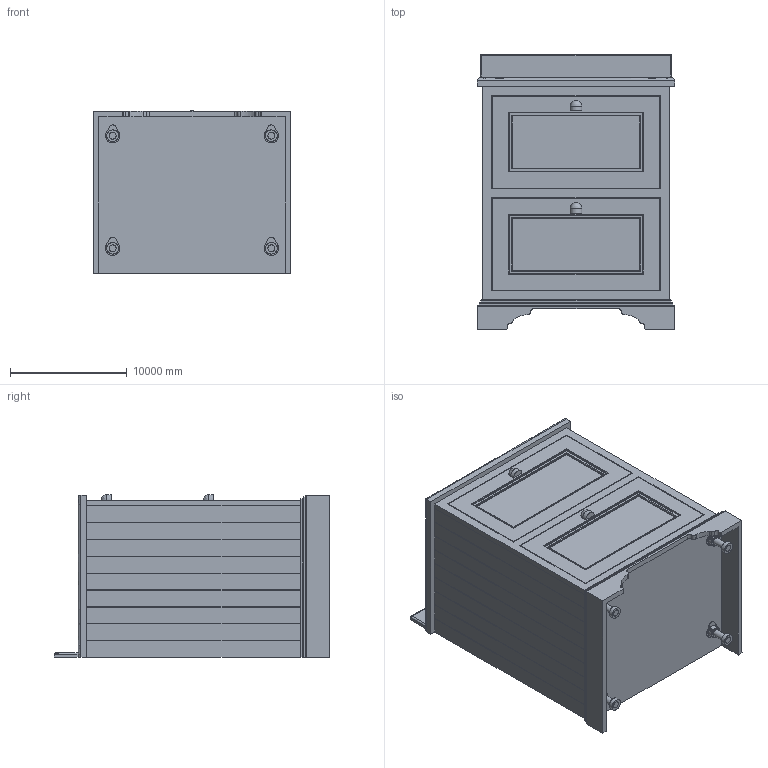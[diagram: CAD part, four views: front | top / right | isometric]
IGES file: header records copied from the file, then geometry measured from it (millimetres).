
Global section: file name: 90527; native system: AutoCAD 2016 - English; preprocessor: Autodesk Translation Framework DWG producer (atf_dwg_producer); organization: unknown; date: 20161027.161916; units: inch
Bounding box: 16916.4 x 23622 x 13969.08 mm (x, y, z)
Volume: 871399335259.4 mm3; surface area: 4498973864.3 mm2
Topology: 35 solids, 35 shells, 2175 faces, 6248 edges, 4150 vertices
Faces by surface type: bspline 2175
